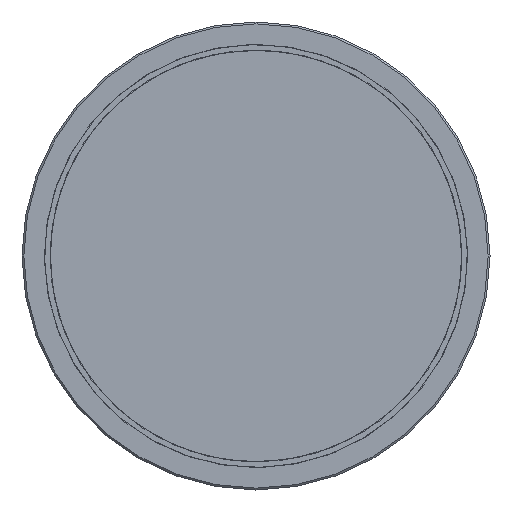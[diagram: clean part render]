
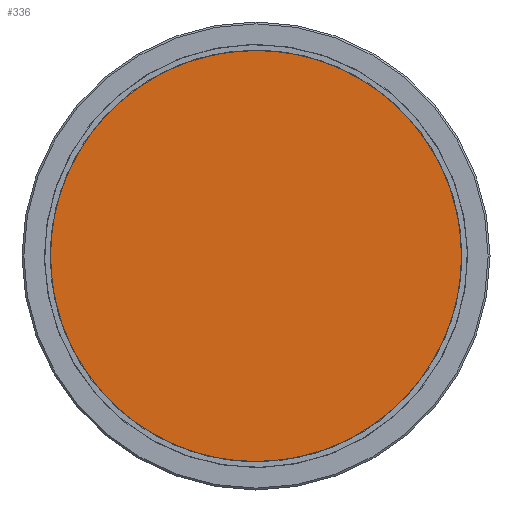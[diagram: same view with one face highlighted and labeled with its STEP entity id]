
A CAD part, front view. The second image highlights one B-rep face of the part: STEP entity #336.
In plain terms, the highlighted face is planar.
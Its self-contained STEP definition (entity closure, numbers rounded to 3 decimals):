
#57=PLANE('',#475);
#74=FACE_OUTER_BOUND('',#96,.T.);
#96=EDGE_LOOP('',(#299));
#146=CIRCLE('',#472,11.);
#179=VERTEX_POINT('',#697);
#219=EDGE_CURVE('',#179,#179,#146,.T.);
#299=ORIENTED_EDGE('',*,*,#219,.T.);
#336=ADVANCED_FACE('',(#74),#57,.T.);
#472=AXIS2_PLACEMENT_3D('',#698,#582,#583);
#475=AXIS2_PLACEMENT_3D('',#703,#589,#590);
#582=DIRECTION('center_axis',(0.,0.,1.));
#583=DIRECTION('ref_axis',(-1.,0.,0.));
#589=DIRECTION('center_axis',(0.,0.,1.));
#590=DIRECTION('ref_axis',(1.,0.,0.));
#697=CARTESIAN_POINT('',(11.,0.,5.8));
#698=CARTESIAN_POINT('Origin',(0.,0.,5.8));
#703=CARTESIAN_POINT('Origin',(0.,0.,5.8));
